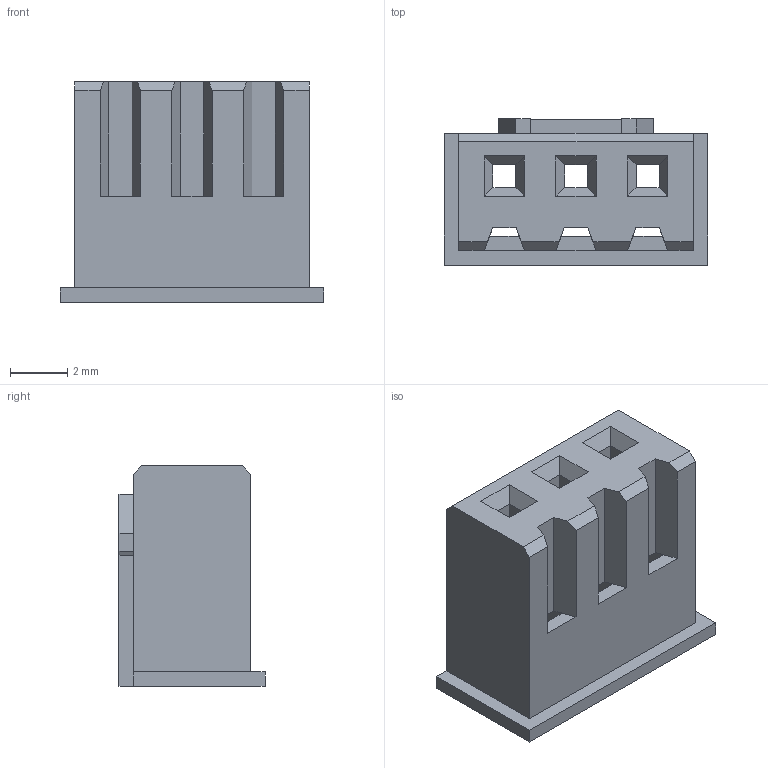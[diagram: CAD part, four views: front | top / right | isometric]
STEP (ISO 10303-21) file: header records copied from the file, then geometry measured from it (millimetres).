
FILE_DESCRIPTION (( 'STEP AP214' ), '1' );
FILE_NAME ('User Library-User Library-DS1069F.STEP', '2019-10-18T12:26:34', ( '' ), ( '' ), 'SwSTEP 2.0', 'SolidWorks 2019', '' );
FILE_SCHEMA (( 'AUTOMOTIVE_DESIGN' ));
Length unit declared in the file: millimetre
Products named in the file (1): User Library-User Library-DS1069F
Bounding box: 9.2 x 5.1 x 7.7 mm (x, y, z)
Volume: 172.7 mm3; surface area: 453.7 mm2
Topology: 1 solids, 1 shells, 80 faces, 225 edges, 144 vertices
Faces by surface type: plane 80
Entity records: 2563 total; most frequent: ORIENTED_EDGE 450, CARTESIAN_POINT 450, DIRECTION 387, LINE 225, EDGE_CURVE 225, VECTOR 225, VERTEX_POINT 144, EDGE_LOOP 89
